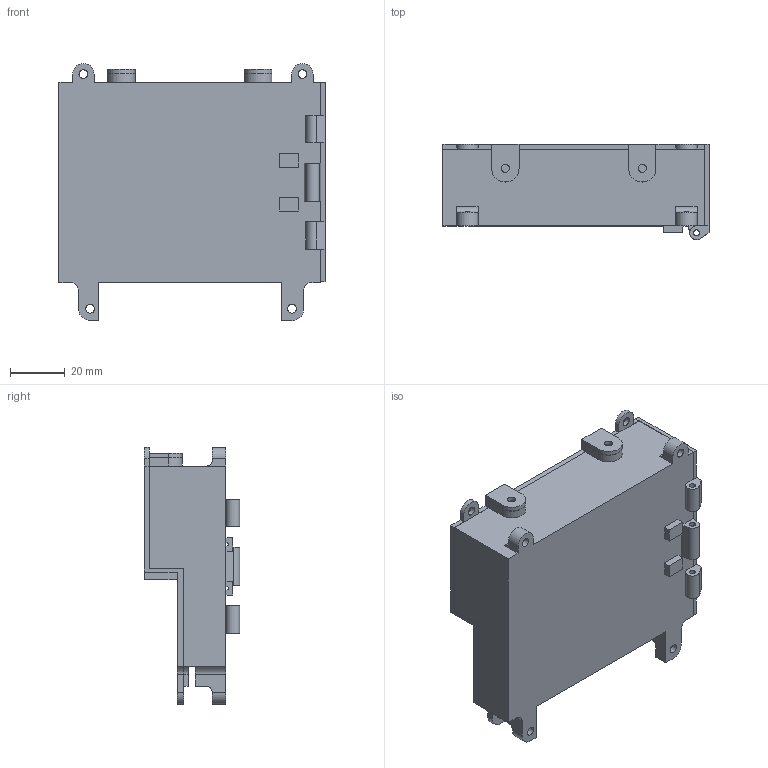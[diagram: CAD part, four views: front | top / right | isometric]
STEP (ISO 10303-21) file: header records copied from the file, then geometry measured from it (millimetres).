
FILE_DESCRIPTION(/* description */ (''),/* implementation_level */ '2;1');
FILE_NAME(/* name */ 'Ensamble_rev1.stp',/* time_stamp */ '2018-10-25T18:13:35-03:00',/* author */ ('Elias'),/* organization */ (''),/* preprocessor_version */ 'ST-DEVELOPER v17.2',/* originating_system */ 'Autodesk Inventor 2019',/* authorisation */ '');
FILE_SCHEMA (('AUTOMOTIVE_DESIGN { 1 0 10303 214 3 1 1 }'));
Length unit declared in the file: millimetre
Products named in the file (4): Ensamble_rev1; Base_FOD; Tapa_FOD; Tapa_frental_FOD
Assembly tree (3 placements, depth 2):
  Ensamble_rev1
    Base_FOD
    Tapa_FOD
    Tapa_frental_FOD
Bounding box: 97.23 x 34.8 x 93.91 mm (x, y, z)
Volume: 40605.8 mm3; surface area: 56104.2 mm2
Topology: 3 solids, 3 shells, 212 faces, 620 edges, 413 vertices
Faces by surface type: plane 162, cylinder 50
Full cylindrical faces by diameter (mm): 2.2 x3, 3 x8, 3.2 x10, 4.2 x1
Entity records: 7285 total; most frequent: CARTESIAN_POINT 1314, ORIENTED_EDGE 1240, DIRECTION 1161, EDGE_CURVE 620, LINE 509, VECTOR 509, VERTEX_POINT 413, AXIS2_PLACEMENT_3D 326
